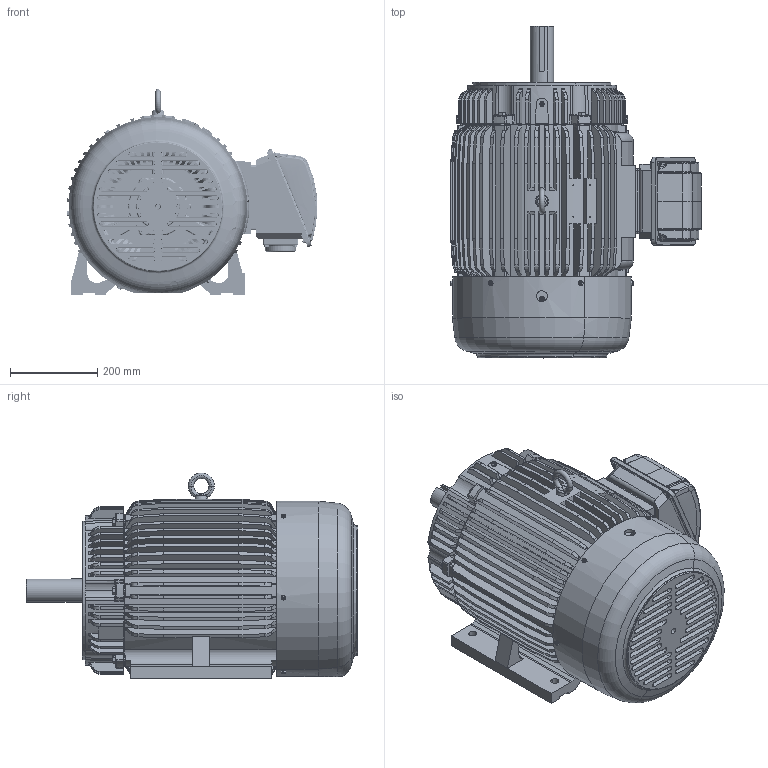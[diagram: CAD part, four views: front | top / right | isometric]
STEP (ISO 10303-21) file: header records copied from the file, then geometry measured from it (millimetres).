
FILE_DESCRIPTION(('CATIA V5 STEP Exchange'),'2;1');
FILE_NAME('324TS-HV-CF_AllCATPart.stp','2012-08-25T02:38:23+00:00',('none'),('none'),'CATIA Version 5 Release 19 SP 9 (IN-10)','CATIA V5 STEP AP203','none');
FILE_SCHEMA(('CONFIG_CONTROL_DESIGN'));
Length unit declared in the file: millimetre
Products named in the file (1): 324TS-HV-CF_AllCATPart
Bounding box: 576.11 x 762.6 x 473.2 mm (x, y, z)
Volume: 22552102.5 mm3; surface area: 4283359.5 mm2
Topology: 49 solids, 49 shells, 4234 faces, 11403 edges, 7366 vertices
Faces by surface type: plane 1420, cylinder 916, torus 915, cone 681, bspline 270, sphere 24, revolution 8
Entity records: 158369 total; most frequent: CARTESIAN_POINT 68506, ORIENTED_EDGE 22698, DIRECTION 11619, EDGE_CURVE 11349, VERTEX_POINT 7366, AXIS2_PLACEMENT_3D 6106, EDGE_LOOP 4599, ADVANCED_FACE 4234
